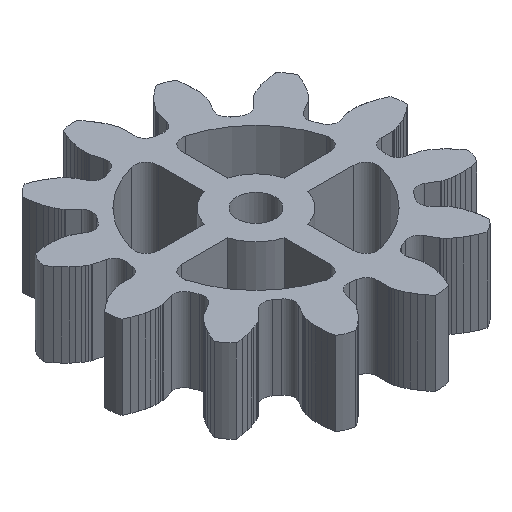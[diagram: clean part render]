
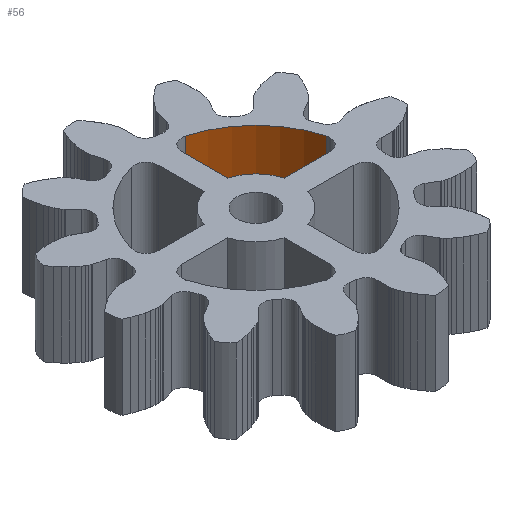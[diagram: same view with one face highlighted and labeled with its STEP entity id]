
A CAD part, isometric view. The second image highlights one B-rep face of the part: STEP entity #56.
In plain terms, the highlighted cylindrical face has radius 8.5 mm (diameter 17 mm), a partial arc.
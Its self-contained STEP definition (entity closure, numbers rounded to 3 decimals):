
#56=ADVANCED_FACE('',(#439),#441,.F.);
#439=FACE_BOUND('',#440,.T.);
#440=EDGE_LOOP('',(#3240,#3241,#3242,#3243));
#441=CYLINDRICAL_SURFACE('',#442,8.5);
#442=AXIS2_PLACEMENT_3D('',#443,#444,#445);
#443=CARTESIAN_POINT('',(0.,0.,0.));
#444=DIRECTION('',(0.,0.,1.));
#445=DIRECTION('',(-1.,0.,0.));
#3240=ORIENTED_EDGE('',*,*,#5104,.F.);
#3241=ORIENTED_EDGE('',*,*,#5078,.F.);
#3242=ORIENTED_EDGE('',*,*,#5105,.F.);
#3243=ORIENTED_EDGE('',*,*,#4761,.F.);
#4761=EDGE_CURVE('',#5992,#5995,#5996,.F.);
#5078=EDGE_CURVE('',#6627,#6619,#6629,.T.);
#5104=EDGE_CURVE('',#6619,#5992,#6668,.T.);
#5105=EDGE_CURVE('',#5995,#6627,#6669,.F.);
#5992=VERTEX_POINT('',#8184);
#5995=VERTEX_POINT('',#8190);
#5996=CIRCLE('',#8191,8.5);
#6619=VERTEX_POINT('',#9490);
#6627=VERTEX_POINT('',#9508);
#6629=CIRCLE('',#9513,8.5);
#6668=LINE('',#9614,#9615);
#6669=LINE('',#9617,#9618);
#8184=CARTESIAN_POINT('',(2.267,8.192,7.));
#8190=CARTESIAN_POINT('',(8.192,2.267,7.));
#8191=AXIS2_PLACEMENT_3D('',#8192,#8193,#8194);
#8192=CARTESIAN_POINT('',(0.,0.,7.));
#8193=DIRECTION('',(0.,0.,1.));
#8194=DIRECTION('',(0.964,0.267,0.));
#9490=CARTESIAN_POINT('',(2.267,8.192,0.));
#9508=CARTESIAN_POINT('',(8.192,2.267,0.));
#9513=AXIS2_PLACEMENT_3D('',#9514,#9515,#9516);
#9514=CARTESIAN_POINT('',(0.,0.,0.));
#9515=DIRECTION('',(0.,0.,1.));
#9516=DIRECTION('',(0.964,0.267,0.));
#9614=CARTESIAN_POINT('',(2.267,8.192,0.));
#9615=VECTOR('',#9616,1.);
#9616=DIRECTION('',(0.,0.,1.));
#9617=CARTESIAN_POINT('',(8.192,2.267,0.));
#9618=VECTOR('',#9619,1.);
#9619=DIRECTION('',(0.,0.,1.));
